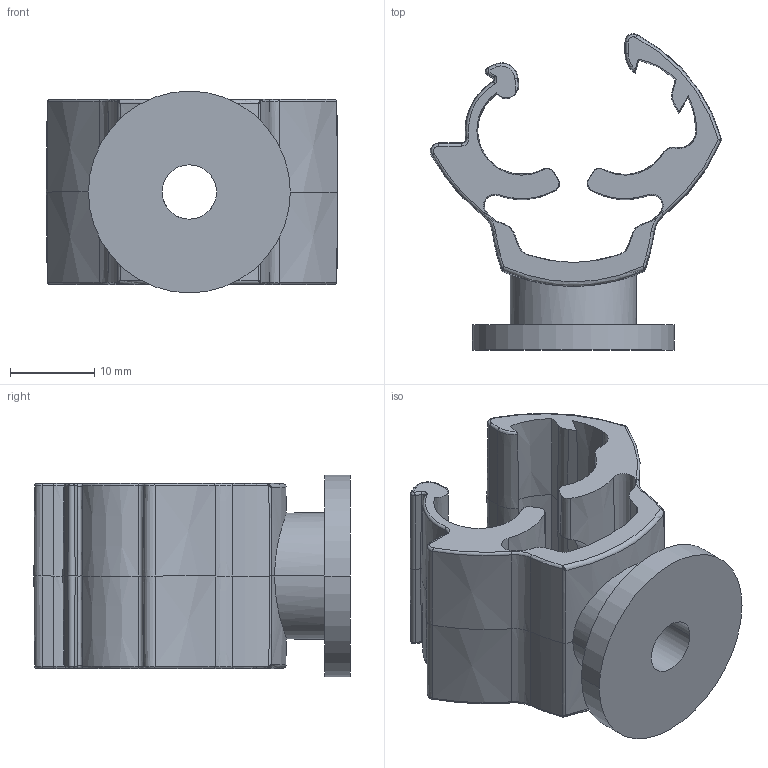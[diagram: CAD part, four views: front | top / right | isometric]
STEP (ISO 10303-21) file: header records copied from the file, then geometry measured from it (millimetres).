
FILE_DESCRIPTION (( 'STEP AP214' ), '1' );
FILE_NAME ('5207444.stp', '2023-04-11T09:20:56', ( '' ), ( '' ), 'SwSTEP 2.0', 'SolidWorks 2022', '' );
FILE_SCHEMA (( 'AUTOMOTIVE_DESIGN' ));
Length unit declared in the file: millimetre
Products named in the file (1): 5207444
Bounding box: 34.65 x 37.62 x 24 mm (x, y, z)
Volume: 7240.3 mm3; surface area: 5992.8 mm2
Topology: 1 solids, 1 shells, 196 faces, 478 edges, 285 vertices
Faces by surface type: cone 78, plane 37, torus 32, bspline 28, cylinder 21
Full cylindrical faces by diameter (mm): 11 x1
Entity records: 8249 total; most frequent: CARTESIAN_POINT 3810, ORIENTED_EDGE 952, DIRECTION 864, EDGE_CURVE 476, AXIS2_PLACEMENT_3D 357, VERTEX_POINT 284, EDGE_LOOP 200, FACE_OUTER_BOUND 197
